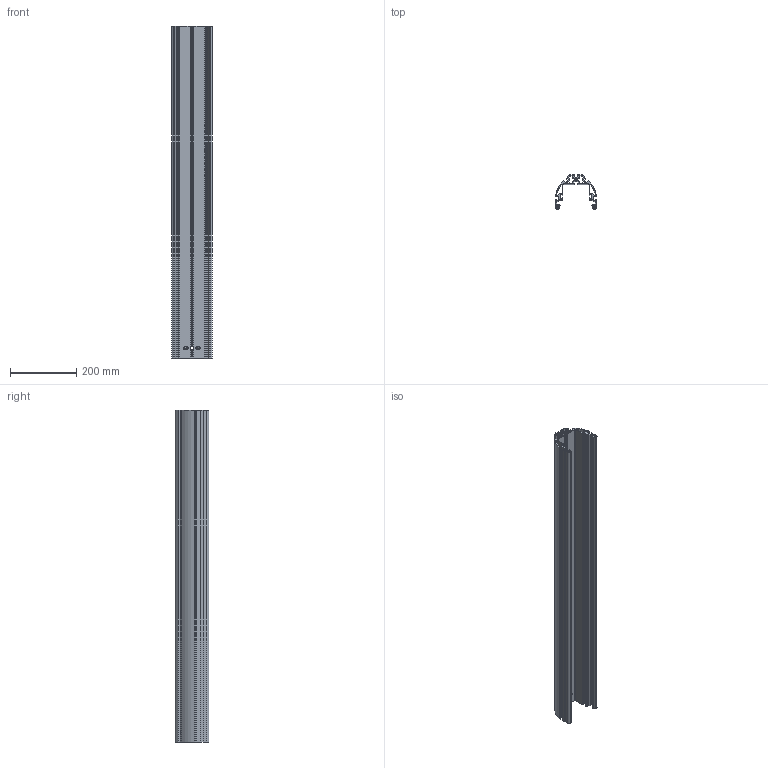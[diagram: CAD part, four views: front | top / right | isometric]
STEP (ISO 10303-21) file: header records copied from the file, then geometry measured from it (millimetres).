
FILE_DESCRIPTION((''),'2;1');
FILE_NAME('DB007109_BODENSAEULE_SLC_GTS','2012-10-26T',('staeubert'),(''),'PRO/ENGINEER BY PARAMETRIC TECHNOLOGY CORPORATION, 2007250','PRO/ENGINEER BY PARAMETRIC TECHNOLOGY CORPORATION, 2007250','');
FILE_SCHEMA(('CONFIG_CONTROL_DESIGN'));
Length unit declared in the file: millimetre
Products named in the file (1): DB007109_BODENSAEULE_SLC_GTS
Bounding box: 123.1 x 102.1 x 1000 mm (x, y, z)
Volume: 1756449.3 mm3; surface area: 1146827.8 mm2
Topology: 1 solids, 1 shells, 320 faces, 978 edges, 652 vertices
Faces by surface type: plane 182, cylinder 138
Entity records: 11206 total; most frequent: CARTESIAN_POINT 2228, ORIENTED_EDGE 1956, DIRECTION 1814, EDGE_CURVE 978, VECTOR 662, LINE 662, VERTEX_POINT 652, AXIS2_PLACEMENT_3D 576
